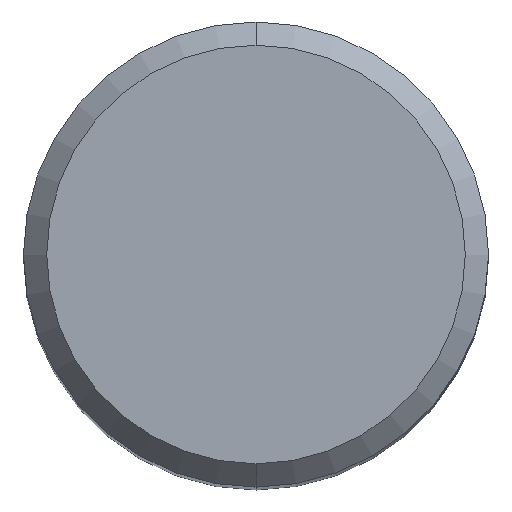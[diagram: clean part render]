
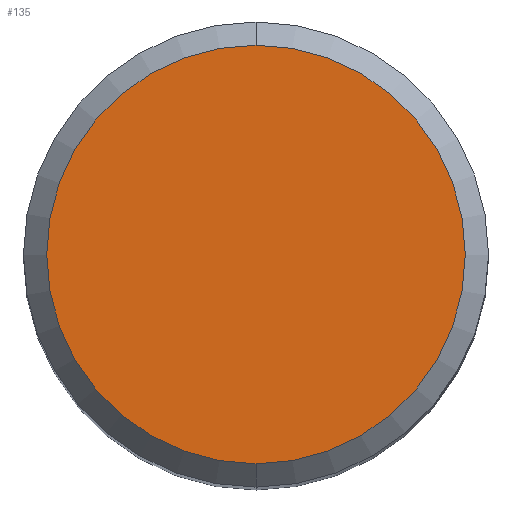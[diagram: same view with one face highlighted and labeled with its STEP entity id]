
A CAD part, top view. The second image highlights one B-rep face of the part: STEP entity #135.
In plain terms, the highlighted planar face has unit normal (0, 0, 1).
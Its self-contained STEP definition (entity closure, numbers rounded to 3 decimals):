
#135=ADVANCED_FACE('',(#289),#290,.T.);
#141=EDGE_CURVE('',#193,#169,#296,.T.);
#169=VERTEX_POINT('',#331);
#193=VERTEX_POINT('',#358);
#197=EDGE_CURVE('',#169,#193,#362,.T.);
#289=FACE_OUTER_BOUND('',#465,.T.);
#290=PLANE('',#466);
#296=CIRCLE('',#473,5.4);
#331=CARTESIAN_POINT('',(0.,-5.4,0.0));
#358=CARTESIAN_POINT('',(0.0,5.4,0.0));
#362=CIRCLE('',#556,5.4);
#465=EDGE_LOOP('',(#648,#649));
#466=AXIS2_PLACEMENT_3D('',#650,#651,#652);
#473=AXIS2_PLACEMENT_3D('',#653,#654,#655);
#556=AXIS2_PLACEMENT_3D('',#758,#759,#760);
#648=ORIENTED_EDGE('',*,*,#141,.F.);
#649=ORIENTED_EDGE('',*,*,#197,.F.);
#650=CARTESIAN_POINT('',(0.0,2.7,0.0));
#651=DIRECTION('',(-0.0,0.0,1.0));
#652=DIRECTION('',(0.0,-1.0,0.0));
#653=CARTESIAN_POINT('',(0.0,0.0,0.0));
#654=DIRECTION('',(0.0,0.0,-1.0));
#655=DIRECTION('',(0.0,1.0,0.0));
#758=CARTESIAN_POINT('',(0.0,0.0,0.0));
#759=DIRECTION('',(0.0,0.0,-1.0));
#760=DIRECTION('',(0.0,1.0,0.0));
